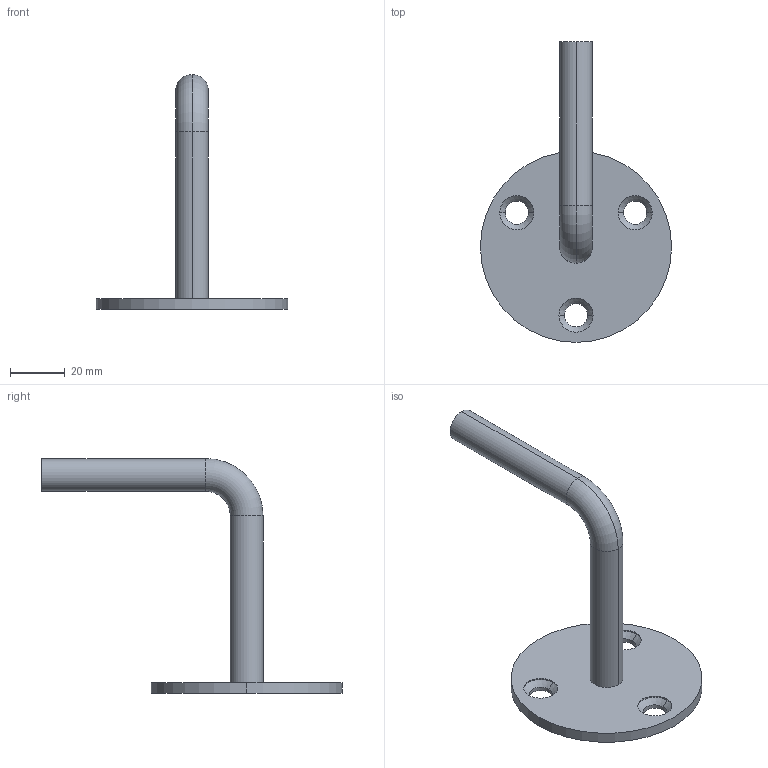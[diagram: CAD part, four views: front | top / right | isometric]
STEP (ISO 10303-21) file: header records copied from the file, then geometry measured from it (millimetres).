
FILE_DESCRIPTION (( 'STEP AP203' ), '1' );
FILE_NAME ('50300-240-3-G-V.STEP', '2020-09-18T09:02:36', ( '' ), ( '' ), 'SwSTEP 2.0', 'SolidWorks 2018', '' );
FILE_SCHEMA (( 'CONFIG_CONTROL_DESIGN' ));
Length unit declared in the file: millimetre
Products named in the file (2): 50300-240-3-G-V
Bounding box: 70 x 110 x 86 mm (x, y, z)
Volume: 30777.4 mm3; surface area: 13959.3 mm2
Topology: 1 solids, 1 shells, 307 faces, 803 edges, 530 vertices
Faces by surface type: plane 146, bspline 135, cylinder 18, cone 6, torus 2
Entity records: 17444 total; most frequent: CARTESIAN_POINT 10617, ORIENTED_EDGE 1606, DIRECTION 919, EDGE_CURVE 803, VERTEX_POINT 530, VECTOR 495, LINE 495, EDGE_LOOP 345
